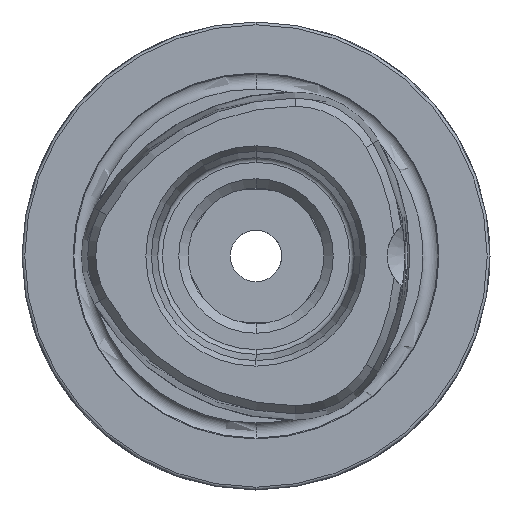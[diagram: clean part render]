
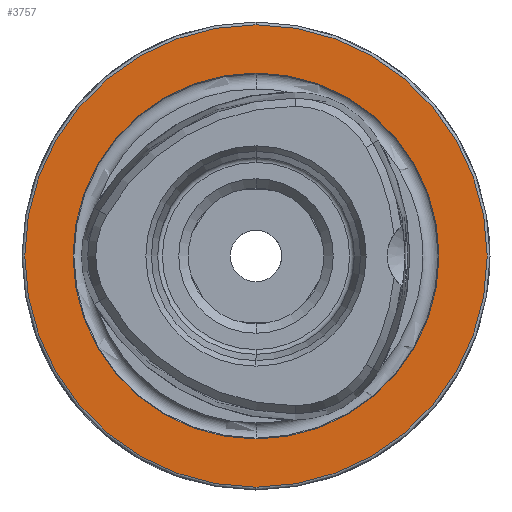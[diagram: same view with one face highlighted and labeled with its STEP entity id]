
A CAD part, left-side view. The second image highlights one B-rep face of the part: STEP entity #3757.
In plain terms, the highlighted planar face has unit normal (-1, 0, 0).
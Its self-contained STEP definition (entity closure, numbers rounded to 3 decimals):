
#175 = VERTEX_POINT ( 'NONE', #4959 ) ;
#484 = FACE_BOUND ( 'NONE', #3398, .T. ) ;
#691 = EDGE_CURVE ( 'NONE', #3707, #4865, #5928, .T. ) ;
#787 = DIRECTION ( 'NONE',  ( -1., 0., 0. ) ) ;
#840 = DIRECTION ( 'NONE',  ( 0., 0., 1. ) ) ;
#863 = DIRECTION ( 'NONE',  ( 0., 0., 1. ) ) ;
#1220 = AXIS2_PLACEMENT_3D ( 'NONE', #6440, #2407, #6915 ) ;
#1304 = CARTESIAN_POINT ( 'NONE',  ( 0., 0., -24.7 ) ) ;
#1634 = DIRECTION ( 'NONE',  ( 0., 0., 1. ) ) ;
#1666 = VERTEX_POINT ( 'NONE', #5445 ) ;
#1772 = EDGE_CURVE ( 'NONE', #175, #1666, #7303, .T. ) ;
#2199 = DIRECTION ( 'NONE',  ( 1., 0., 0. ) ) ;
#2255 = AXIS2_PLACEMENT_3D ( 'NONE', #6524, #7024, #840 ) ;
#2407 = DIRECTION ( 'NONE',  ( -1., 0., 0. ) ) ;
#2754 = ORIENTED_EDGE ( 'NONE', *, *, #6452, .F. ) ;
#2775 = DIRECTION ( 'NONE',  ( 0., 0., -1. ) ) ;
#3260 = ORIENTED_EDGE ( 'NONE', *, *, #691, .T. ) ;
#3314 = ORIENTED_EDGE ( 'NONE', *, *, #4607, .T. ) ;
#3398 = EDGE_LOOP ( 'NONE', ( #2754, #5369 ) ) ;
#3707 = VERTEX_POINT ( 'NONE', #6189 ) ;
#3732 = CIRCLE ( 'NONE', #6391, 24.7 ) ;
#3757 = ADVANCED_FACE ( 'NONE', ( #484, #4095 ), #5291, .F. ) ;
#3992 = AXIS2_PLACEMENT_3D ( 'NONE', #6869, #2199, #2775 ) ;
#4095 = FACE_OUTER_BOUND ( 'NONE', #4945, .T. ) ;
#4229 = AXIS2_PLACEMENT_3D ( 'NONE', #6161, #787, #863 ) ;
#4607 = EDGE_CURVE ( 'NONE', #4865, #3707, #3732, .T. ) ;
#4865 = VERTEX_POINT ( 'NONE', #1304 ) ;
#4945 = EDGE_LOOP ( 'NONE', ( #3260, #3314 ) ) ;
#4959 = CARTESIAN_POINT ( 'NONE',  ( 0., 0., -19.55 ) ) ;
#5291 = PLANE ( 'NONE',  #3992 ) ;
#5369 = ORIENTED_EDGE ( 'NONE', *, *, #1772, .F. ) ;
#5445 = CARTESIAN_POINT ( 'NONE',  ( 0., 0., 19.55 ) ) ;
#5523 = CIRCLE ( 'NONE', #1220, 19.55 ) ;
#5928 = CIRCLE ( 'NONE', #4229, 24.7 ) ;
#6161 = CARTESIAN_POINT ( 'NONE',  ( 0., 0., 0. ) ) ;
#6189 = CARTESIAN_POINT ( 'NONE',  ( 0., 0., 24.7 ) ) ;
#6391 = AXIS2_PLACEMENT_3D ( 'NONE', #6947, #6840, #1634 ) ;
#6440 = CARTESIAN_POINT ( 'NONE',  ( 0., 0., 0. ) ) ;
#6452 = EDGE_CURVE ( 'NONE', #1666, #175, #5523, .T. ) ;
#6524 = CARTESIAN_POINT ( 'NONE',  ( 0., 0., 0. ) ) ;
#6840 = DIRECTION ( 'NONE',  ( -1., 0., 0. ) ) ;
#6869 = CARTESIAN_POINT ( 'NONE',  ( 0., 19.55, 0. ) ) ;
#6915 = DIRECTION ( 'NONE',  ( 0., 0., 1. ) ) ;
#6947 = CARTESIAN_POINT ( 'NONE',  ( 0., 0., 0. ) ) ;
#7024 = DIRECTION ( 'NONE',  ( -1., 0., 0. ) ) ;
#7303 = CIRCLE ( 'NONE', #2255, 19.55 ) ;
